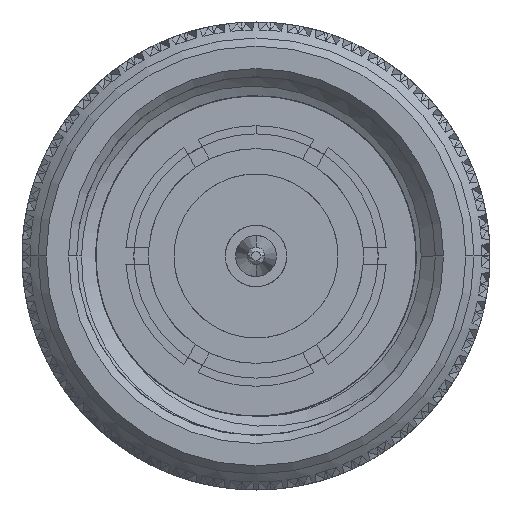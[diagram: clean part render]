
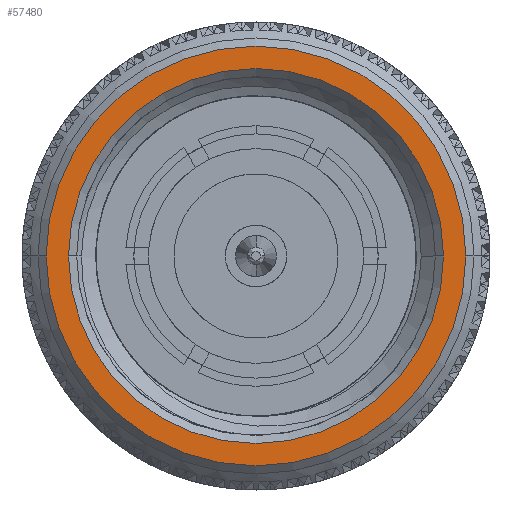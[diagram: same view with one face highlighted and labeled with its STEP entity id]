
A CAD part, left-side view. The second image highlights one B-rep face of the part: STEP entity #57480.
In plain terms, the highlighted planar face has unit normal (-1, 0, 0).
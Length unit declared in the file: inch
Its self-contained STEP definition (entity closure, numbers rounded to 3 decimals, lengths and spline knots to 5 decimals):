
#8323 = AXIS2_PLACEMENT_3D ( 'NONE', #78540, #76625, #178610 ) ;
#10622 = DIRECTION ( 'NONE',  ( 0., 1., 0. ) ) ;
#11922 = VERTEX_POINT ( 'NONE', #75296 ) ;
#16045 = DIRECTION ( 'NONE',  ( -1., 0., 0. ) ) ;
#24219 = DIRECTION ( 'NONE',  ( 1., 0., 0. ) ) ;
#26741 = DIRECTION ( 'NONE',  ( 0., 1., 0. ) ) ;
#27237 = AXIS2_PLACEMENT_3D ( 'NONE', #142783, #171957, #156426 ) ;
#41168 = ORIENTED_EDGE ( 'NONE', *, *, #72284, .T. ) ;
#44149 = CARTESIAN_POINT ( 'NONE',  ( 0., 0., 0. ) ) ;
#55730 = ORIENTED_EDGE ( 'NONE', *, *, #114226, .T. ) ;
#56504 = CARTESIAN_POINT ( 'NONE',  ( 0., -0.22875, 0. ) ) ;
#57480 = ADVANCED_FACE ( 'NONE', ( #170818, #125234 ), #184455, .F. ) ;
#58279 = CIRCLE ( 'NONE', #27237, 0.22875 ) ;
#62277 = VERTEX_POINT ( 'NONE', #141534 ) ;
#63946 = EDGE_CURVE ( 'NONE', #11922, #152634, #144598, .T. ) ;
#69764 = CARTESIAN_POINT ( 'NONE',  ( 0., 0.27, 0. ) ) ;
#72284 = EDGE_CURVE ( 'NONE', #152634, #11922, #58279, .T. ) ;
#72877 = CIRCLE ( 'NONE', #165925, 0.256 ) ;
#75296 = CARTESIAN_POINT ( 'NONE',  ( 0., 0.22875, 0. ) ) ;
#76625 = DIRECTION ( 'NONE',  ( 1., 0., 0. ) ) ;
#78540 = CARTESIAN_POINT ( 'NONE',  ( 0., 0., 0. ) ) ;
#91499 = AXIS2_PLACEMENT_3D ( 'NONE', #69764, #24219, #10622 ) ;
#99070 = CARTESIAN_POINT ( 'NONE',  ( 0., -0.256, 0. ) ) ;
#104330 = DIRECTION ( 'NONE',  ( -1., 0., 0. ) ) ;
#106264 = DIRECTION ( 'NONE',  ( 0., 1., 0. ) ) ;
#114226 = EDGE_CURVE ( 'NONE', #132194, #62277, #155769, .T. ) ;
#115896 = EDGE_LOOP ( 'NONE', ( #41168, #186600 ) ) ;
#125234 = FACE_OUTER_BOUND ( 'NONE', #171640, .T. ) ;
#132194 = VERTEX_POINT ( 'NONE', #99070 ) ;
#141534 = CARTESIAN_POINT ( 'NONE',  ( 0., 0.256, 0. ) ) ;
#142783 = CARTESIAN_POINT ( 'NONE',  ( 0., 0., 0. ) ) ;
#144598 = CIRCLE ( 'NONE', #8323, 0.22875 ) ;
#152634 = VERTEX_POINT ( 'NONE', #56504 ) ;
#155346 = AXIS2_PLACEMENT_3D ( 'NONE', #44149, #16045, #26741 ) ;
#155769 = CIRCLE ( 'NONE', #155346, 0.256 ) ;
#156426 = DIRECTION ( 'NONE',  ( 0., 1., 0. ) ) ;
#165925 = AXIS2_PLACEMENT_3D ( 'NONE', #191818, #104330, #106264 ) ;
#166380 = ORIENTED_EDGE ( 'NONE', *, *, #191479, .T. ) ;
#170818 = FACE_BOUND ( 'NONE', #115896, .T. ) ;
#171640 = EDGE_LOOP ( 'NONE', ( #166380, #55730 ) ) ;
#171957 = DIRECTION ( 'NONE',  ( 1., 0., 0. ) ) ;
#178610 = DIRECTION ( 'NONE',  ( 0., 1., 0. ) ) ;
#184455 = PLANE ( 'NONE',  #91499 ) ;
#186600 = ORIENTED_EDGE ( 'NONE', *, *, #63946, .T. ) ;
#191479 = EDGE_CURVE ( 'NONE', #62277, #132194, #72877, .T. ) ;
#191818 = CARTESIAN_POINT ( 'NONE',  ( 0., 0., 0. ) ) ;
